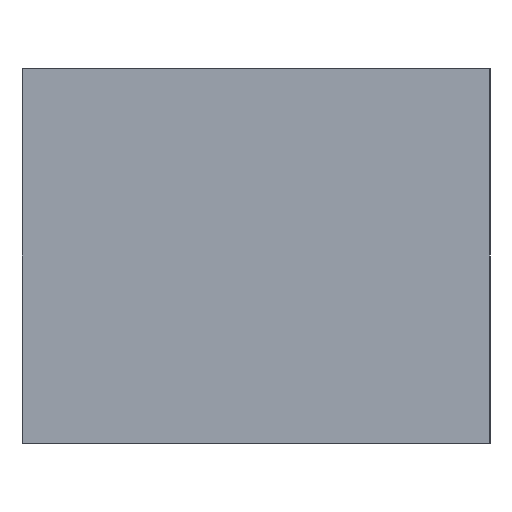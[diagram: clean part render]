
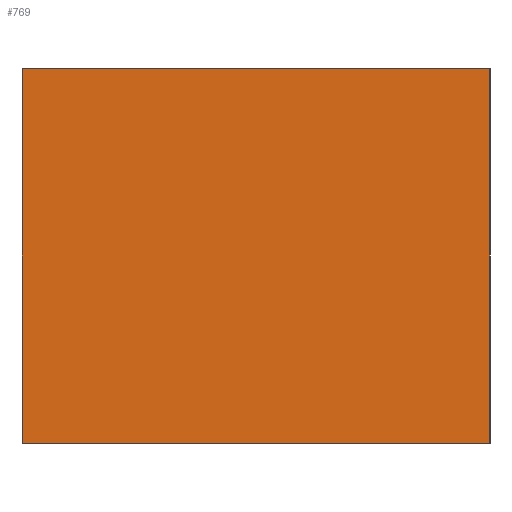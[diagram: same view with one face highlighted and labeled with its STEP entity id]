
A CAD part, left-side view. The second image highlights one B-rep face of the part: STEP entity #769.
In plain terms, the highlighted planar face has unit normal (-1, 0, 0).
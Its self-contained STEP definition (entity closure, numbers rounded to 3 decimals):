
#34 = LINE ( 'NONE', #446, #35 ) ;
#35 = VECTOR ( 'NONE', #430, 1000. ) ;
#45 = LINE ( 'NONE', #464, #46 ) ;
#46 = VECTOR ( 'NONE', #459, 1000. ) ;
#53 = LINE ( 'NONE', #475, #54 ) ;
#54 = VECTOR ( 'NONE', #476, 1000. ) ;
#55 = LINE ( 'NONE', #469, #56 ) ;
#56 = VECTOR ( 'NONE', #474, 1000. ) ;
#102 = FACE_OUTER_BOUND ( 'NONE', #386, .T. ) ;
#198 = EDGE_CURVE ( 'NONE', #419, #417, #34, .T. ) ;
#207 = EDGE_CURVE ( 'NONE', #571, #417, #45, .T. ) ;
#209 = EDGE_CURVE ( 'NONE', #565, #419, #53, .T. ) ;
#210 = EDGE_CURVE ( 'NONE', #565, #571, #55, .T. ) ;
#246 = AXIS2_PLACEMENT_3D ( 'NONE', #692, #683, #654 ) ;
#348 = ORIENTED_EDGE ( 'NONE', *, *, #207, .F. ) ;
#349 = ORIENTED_EDGE ( 'NONE', *, *, #210, .F. ) ;
#350 = ORIENTED_EDGE ( 'NONE', *, *, #198, .T. ) ;
#351 = ORIENTED_EDGE ( 'NONE', *, *, #209, .T. ) ;
#386 = EDGE_LOOP ( 'NONE', ( #350, #348, #349, #351 ) ) ;
#417 = VERTEX_POINT ( 'NONE', #541 ) ;
#419 = VERTEX_POINT ( 'NONE', #750 ) ;
#430 = DIRECTION ( 'NONE',  ( 0., 0., 1. ) ) ;
#446 = CARTESIAN_POINT ( 'NONE',  ( 0., 0., 0. ) ) ;
#459 = DIRECTION ( 'NONE',  ( 0., -1., 0. ) ) ;
#464 = CARTESIAN_POINT ( 'NONE',  ( 0., 63.5, 0. ) ) ;
#469 = CARTESIAN_POINT ( 'NONE',  ( 0., 63.5, 0. ) ) ;
#474 = DIRECTION ( 'NONE',  ( 0., 0., 1. ) ) ;
#475 = CARTESIAN_POINT ( 'NONE',  ( 0., 63.5, -50.8 ) ) ;
#476 = DIRECTION ( 'NONE',  ( 0., -1., 0. ) ) ;
#541 = CARTESIAN_POINT ( 'NONE',  ( 0., 0., 0. ) ) ;
#565 = VERTEX_POINT ( 'NONE', #631 ) ;
#571 = VERTEX_POINT ( 'NONE', #676 ) ;
#631 = CARTESIAN_POINT ( 'NONE',  ( 0., 63.5, -50.8 ) ) ;
#636 = PLANE ( 'NONE',  #246 ) ;
#654 = DIRECTION ( 'NONE',  ( 0., 0., -1. ) ) ;
#676 = CARTESIAN_POINT ( 'NONE',  ( 0., 63.5, 0. ) ) ;
#683 = DIRECTION ( 'NONE',  ( 1., 0., 0. ) ) ;
#692 = CARTESIAN_POINT ( 'NONE',  ( 0., 63.5, 0. ) ) ;
#750 = CARTESIAN_POINT ( 'NONE',  ( 0., 0., -50.8 ) ) ;
#769 = ADVANCED_FACE ( 'NONE', ( #102 ), #636, .F. ) ;
